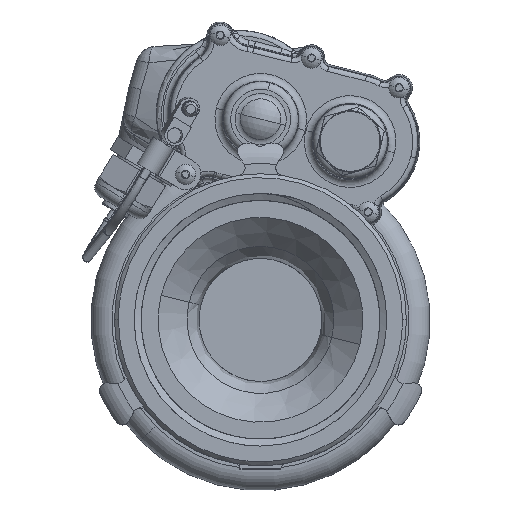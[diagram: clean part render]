
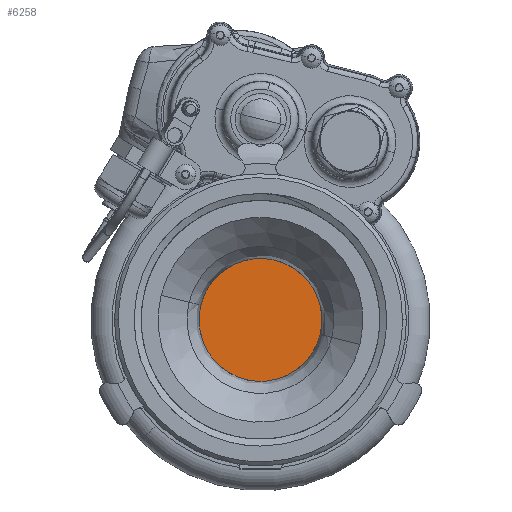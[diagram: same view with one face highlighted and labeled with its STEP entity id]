
A CAD part, top view. The second image highlights one B-rep face of the part: STEP entity #6258.
In plain terms, the highlighted planar face has unit normal (0, 0, 1).
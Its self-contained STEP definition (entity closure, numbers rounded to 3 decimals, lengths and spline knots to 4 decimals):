
#2244 = VERTEX_POINT ( 'NONE', #47134 ) ;
#2264 = VERTEX_POINT ( 'NONE', #47148 ) ;
#2268 = VERTEX_POINT ( 'NONE', #47150 ) ;
#2273 = VERTEX_POINT ( 'NONE', #47154 ) ;
#2276 = VERTEX_POINT ( 'NONE', #47156 ) ;
#2278 = VERTEX_POINT ( 'NONE', #47158 ) ;
#2285 = VERTEX_POINT ( 'NONE', #47162 ) ;
#2295 = VERTEX_POINT ( 'NONE', #47168 ) ;
#2308 = VERTEX_POINT ( 'NONE', #47176 ) ;
#6258 = ADVANCED_FACE ( 'NONE', ( #66120 ), #67322, .T. ) ;
#7850 = EDGE_CURVE ( 'NONE', #2264, #2268, #66419, .T. ) ;
#7859 = EDGE_CURVE ( 'NONE', #2268, #2276, #66426, .T. ) ;
#7870 = EDGE_CURVE ( 'NONE', #2276, #2273, #66432, .T. ) ;
#7883 = EDGE_CURVE ( 'NONE', #2244, #2285, #66438, .T. ) ;
#7894 = EDGE_CURVE ( 'NONE', #2285, #2295, #66440, .T. ) ;
#7904 = EDGE_CURVE ( 'NONE', #2295, #2278, #66446, .T. ) ;
#7914 = EDGE_CURVE ( 'NONE', #2278, #2308, #66458, .T. ) ;
#7920 = EDGE_CURVE ( 'NONE', #2264, #2308, #66462, .T. ) ;
#7923 = EDGE_CURVE ( 'NONE', #2273, #2244, #66463, .T. ) ;
#10210 = ORIENTED_EDGE ( 'NONE', *, *, #7894, .T. ) ;
#10211 = ORIENTED_EDGE ( 'NONE', *, *, #7904, .T. ) ;
#10212 = ORIENTED_EDGE ( 'NONE', *, *, #7914, .T. ) ;
#10213 = ORIENTED_EDGE ( 'NONE', *, *, #7920, .F. ) ;
#10214 = ORIENTED_EDGE ( 'NONE', *, *, #7850, .T. ) ;
#10215 = ORIENTED_EDGE ( 'NONE', *, *, #7859, .T. ) ;
#10217 = ORIENTED_EDGE ( 'NONE', *, *, #7870, .T. ) ;
#10218 = ORIENTED_EDGE ( 'NONE', *, *, #7923, .T. ) ;
#10219 = ORIENTED_EDGE ( 'NONE', *, *, #7883, .T. ) ;
#41428 = EDGE_LOOP ( 'NONE', ( #10210, #10211, #10212, #10213, #10214, #10215, #10217, #10218, #10219 ) ) ;
#47134 = CARTESIAN_POINT ( 'NONE',  ( -1.3661, 0.1558, 0. ) ) ;
#47148 = CARTESIAN_POINT ( 'NONE',  ( 0.142, 1.3676, 0. ) ) ;
#47150 = CARTESIAN_POINT ( 'NONE',  ( 0.142, 1.041, 0. ) ) ;
#47154 = CARTESIAN_POINT ( 'NONE',  ( -0.142, 1.3676, 0. ) ) ;
#47156 = CARTESIAN_POINT ( 'NONE',  ( -0.142, 1.041, 0. ) ) ;
#47158 = CARTESIAN_POINT ( 'NONE',  ( -0.867, -0.9608, 0. ) ) ;
#47162 = CARTESIAN_POINT ( 'NONE',  ( -1.205, -0.1125, 0. ) ) ;
#47168 = CARTESIAN_POINT ( 'NONE',  ( -1.2553, -0.3145, 0. ) ) ;
#47176 = CARTESIAN_POINT ( 'NONE',  ( 0.4668, -1.2933, 0. ) ) ;
#60960 = AXIS2_PLACEMENT_3D ( 'NONE', #67319, #67324, #67325 ) ;
#66120 = FACE_OUTER_BOUND ( 'NONE', #41428, .T. ) ;
#66419 = LINE ( 'NONE', #68275, #66423 ) ;
#66423 = VECTOR ( 'NONE', #68274, 39.3701 ) ;
#66426 = LINE ( 'NONE', #69954, #66429 ) ;
#66429 = VECTOR ( 'NONE', #69956, 39.3701 ) ;
#66432 = LINE ( 'NONE', #69964, #66435 ) ;
#66435 = VECTOR ( 'NONE', #69967, 39.3701 ) ;
#66438 = LINE ( 'NONE', #69946, #66443 ) ;
#66440 = LINE ( 'NONE', #69973, #66449 ) ;
#66443 = VECTOR ( 'NONE', #69980, 39.3701 ) ;
#66446 = LINE ( 'NONE', #69978, #66455 ) ;
#66449 = VECTOR ( 'NONE', #69990, 39.3701 ) ;
#66455 = VECTOR ( 'NONE', #70000, 39.3701 ) ;
#66458 = LINE ( 'NONE', #70010, #66461 ) ;
#66461 = VECTOR ( 'NONE', #70012, 39.3701 ) ;
#66462 = CIRCLE ( 'NONE', #68396, 1.375 ) ;
#66463 = CIRCLE ( 'NONE', #68397, 1.375 ) ;
#67319 = CARTESIAN_POINT ( 'NONE',  ( -1.5164, -1.5009, 0. ) ) ;
#67322 = PLANE ( 'NONE',  #60960 ) ;
#67324 = DIRECTION ( 'NONE',  ( 0., 0., 1. ) ) ;
#67325 = DIRECTION ( 'NONE',  ( 1., 0., 0. ) ) ;
#68274 = DIRECTION ( 'NONE',  ( 0., -1., 0. ) ) ;
#68275 = CARTESIAN_POINT ( 'NONE',  ( 0.142, -1.5009, 0. ) ) ;
#68396 = AXIS2_PLACEMENT_3D ( 'NONE', #70022, #70024, #70025 ) ;
#68397 = AXIS2_PLACEMENT_3D ( 'NONE', #70030, #70032, #70033 ) ;
#69946 = CARTESIAN_POINT ( 'NONE',  ( -1.3661, 0.1558, 0. ) ) ;
#69954 = CARTESIAN_POINT ( 'NONE',  ( 0., 1.041, 0. ) ) ;
#69956 = DIRECTION ( 'NONE',  ( -1., 0., 0. ) ) ;
#69964 = CARTESIAN_POINT ( 'NONE',  ( -0.142, 0., 0. ) ) ;
#69967 = DIRECTION ( 'NONE',  ( 0., 1., 0. ) ) ;
#69973 = CARTESIAN_POINT ( 'NONE',  ( -1.205, -0.1125, 0. ) ) ;
#69978 = CARTESIAN_POINT ( 'NONE',  ( -1.2553, -0.3145, 0. ) ) ;
#69980 = DIRECTION ( 'NONE',  ( 0.515, -0.857, 0. ) ) ;
#69990 = DIRECTION ( 'NONE',  ( -0.242, -0.97, 0. ) ) ;
#70000 = DIRECTION ( 'NONE',  ( 0.515, -0.857, 0. ) ) ;
#70010 = CARTESIAN_POINT ( 'NONE',  ( -0.867, -0.9608, 0. ) ) ;
#70012 = DIRECTION ( 'NONE',  ( 0.97, -0.242, 0. ) ) ;
#70022 = CARTESIAN_POINT ( 'NONE',  ( 0., 0., 0. ) ) ;
#70024 = DIRECTION ( 'NONE',  ( 0., 0., -1. ) ) ;
#70025 = DIRECTION ( 'NONE',  ( -1., 0., 0. ) ) ;
#70030 = CARTESIAN_POINT ( 'NONE',  ( 0., 0., 0. ) ) ;
#70032 = DIRECTION ( 'NONE',  ( 0., 0., 1. ) ) ;
#70033 = DIRECTION ( 'NONE',  ( -1., 0., 0. ) ) ;
